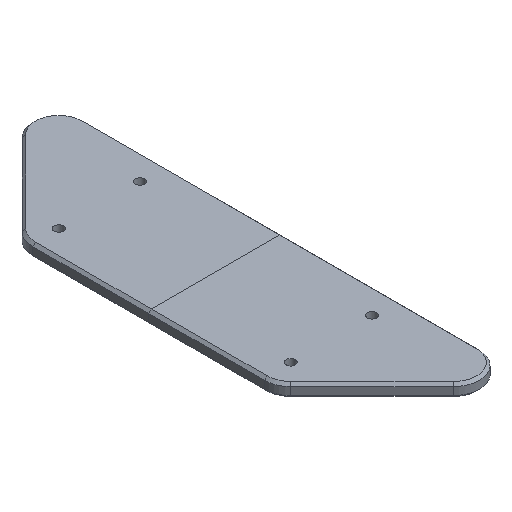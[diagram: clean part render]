
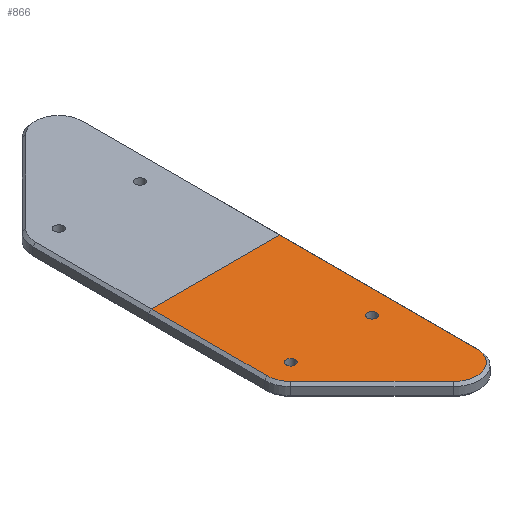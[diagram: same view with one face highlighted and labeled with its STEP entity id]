
A CAD part, isometric view. The second image highlights one B-rep face of the part: STEP entity #866.
In plain terms, the highlighted planar face has unit normal (0, 0, 1).
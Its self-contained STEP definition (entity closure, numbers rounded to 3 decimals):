
#664 = VERTEX_POINT('',#665);
#665 = CARTESIAN_POINT('',(-136.47,0.,5.));
#671 = EDGE_CURVE('',#664,#672,#674,.T.);
#672 = VERTEX_POINT('',#673);
#673 = CARTESIAN_POINT('',(-185.697,0.,5.));
#674 = LINE('',#675,#676);
#675 = CARTESIAN_POINT('',(-135.47,0.,5.));
#676 = VECTOR('',#677,1.);
#677 = DIRECTION('',(-1.,-0.,-0.));
#752 = VERTEX_POINT('',#753);
#753 = CARTESIAN_POINT('',(-136.47,-75.727,5.));
#759 = EDGE_CURVE('',#664,#752,#760,.T.);
#760 = LINE('',#761,#762);
#761 = CARTESIAN_POINT('',(-136.47,0.,5.));
#762 = VECTOR('',#763,1.);
#763 = DIRECTION('',(-0.,-1.,-0.));
#866 = ADVANCED_FACE('',(#867,#903,#914),#925,.T.);
#867 = FACE_BOUND('',#868,.F.);
#868 = EDGE_LOOP('',(#869,#870,#871,#880,#888,#897));
#869 = ORIENTED_EDGE('',*,*,#671,.F.);
#870 = ORIENTED_EDGE('',*,*,#759,.T.);
#871 = ORIENTED_EDGE('',*,*,#872,.T.);
#872 = EDGE_CURVE('',#752,#873,#875,.T.);
#873 = VERTEX_POINT('',#874);
#874 = CARTESIAN_POINT('',(-151.834,-82.091,5.));
#875 = CIRCLE('',#876,9.);
#876 = AXIS2_PLACEMENT_3D('',#877,#878,#879);
#877 = CARTESIAN_POINT('',(-145.47,-75.727,5.));
#878 = DIRECTION('',(0.,0.,-1.));
#879 = DIRECTION('',(1.,-0.,0.));
#880 = ORIENTED_EDGE('',*,*,#881,.T.);
#881 = EDGE_CURVE('',#873,#882,#884,.T.);
#882 = VERTEX_POINT('',#883);
#883 = CARTESIAN_POINT('',(-183.061,-50.864,5.));
#884 = LINE('',#885,#886);
#885 = CARTESIAN_POINT('',(-151.834,-82.091,5.));
#886 = VECTOR('',#887,1.);
#887 = DIRECTION('',(-0.707,0.707,0.));
#888 = ORIENTED_EDGE('',*,*,#889,.T.);
#889 = EDGE_CURVE('',#882,#890,#892,.T.);
#890 = VERTEX_POINT('',#891);
#891 = CARTESIAN_POINT('',(-185.697,-44.5,5.));
#892 = CIRCLE('',#893,9.);
#893 = AXIS2_PLACEMENT_3D('',#894,#895,#896);
#894 = CARTESIAN_POINT('',(-176.697,-44.5,5.));
#895 = DIRECTION('',(0.,0.,-1.));
#896 = DIRECTION('',(-0.707,-0.707,-0.));
#897 = ORIENTED_EDGE('',*,*,#898,.T.);
#898 = EDGE_CURVE('',#890,#672,#899,.T.);
#899 = LINE('',#900,#901);
#900 = CARTESIAN_POINT('',(-185.697,-44.5,5.));
#901 = VECTOR('',#902,1.);
#902 = DIRECTION('',(-0.,1.,-0.));
#903 = FACE_BOUND('',#904,.F.);
#904 = EDGE_LOOP('',(#905));
#905 = ORIENTED_EDGE('',*,*,#906,.F.);
#906 = EDGE_CURVE('',#907,#907,#909,.T.);
#907 = VERTEX_POINT('',#908);
#908 = CARTESIAN_POINT('',(-143.72,-44.5,5.));
#909 = CIRCLE('',#910,1.75);
#910 = AXIS2_PLACEMENT_3D('',#911,#912,#913);
#911 = CARTESIAN_POINT('',(-145.47,-44.5,5.));
#912 = DIRECTION('',(0.,0.,-1.));
#913 = DIRECTION('',(1.,0.,0.));
#914 = FACE_BOUND('',#915,.F.);
#915 = EDGE_LOOP('',(#916));
#916 = ORIENTED_EDGE('',*,*,#917,.F.);
#917 = EDGE_CURVE('',#918,#918,#920,.T.);
#918 = VERTEX_POINT('',#919);
#919 = CARTESIAN_POINT('',(-174.947,-44.5,5.));
#920 = CIRCLE('',#921,1.75);
#921 = AXIS2_PLACEMENT_3D('',#922,#923,#924);
#922 = CARTESIAN_POINT('',(-176.697,-44.5,5.));
#923 = DIRECTION('',(0.,0.,-1.));
#924 = DIRECTION('',(1.,0.,0.));
#925 = PLANE('',#926);
#926 = AXIS2_PLACEMENT_3D('',#927,#928,#929);
#927 = CARTESIAN_POINT('',(-158.165,-36.924,5.));
#928 = DIRECTION('',(0.,0.,1.));
#929 = DIRECTION('',(-1.,-0.,-0.));
